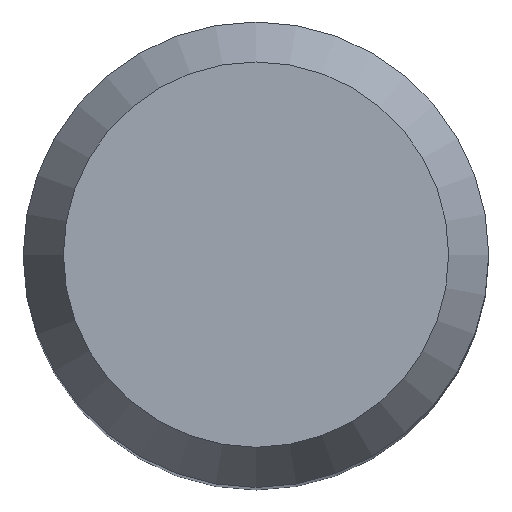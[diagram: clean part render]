
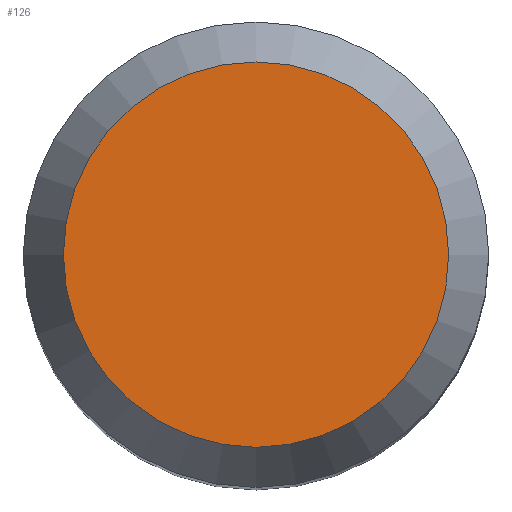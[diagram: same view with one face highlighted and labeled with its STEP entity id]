
A CAD part, top view. The second image highlights one B-rep face of the part: STEP entity #126.
In plain terms, the highlighted planar face has unit normal (0, 0, 1).
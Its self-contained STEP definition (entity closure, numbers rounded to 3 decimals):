
#114=FACE_OUTER_BOUND('',#178,.T.);
#126=ADVANCED_FACE('',(#114),#138,.T.);
#138=PLANE('',#363);
#178=EDGE_LOOP('',(#206));
#206=ORIENTED_EDGE('',*,*,#242,.T.);
#228=VERTEX_POINT('',#500);
#242=EDGE_CURVE('',#228,#228,#256,.T.);
#256=CIRCLE('',#362,8.33);
#362=AXIS2_PLACEMENT_3D('',#499,#423,#424);
#363=AXIS2_PLACEMENT_3D('',#501,#425,#426);
#423=DIRECTION('',(0.,0.,1.));
#424=DIRECTION('',(-1.,0.,0.));
#425=DIRECTION('',(0.,0.,1.));
#426=DIRECTION('',(-1.,0.,0.));
#499=CARTESIAN_POINT('',(0.,0.,0.));
#500=CARTESIAN_POINT('',(-8.33,0.,0.));
#501=CARTESIAN_POINT('',(0.,0.,0.));
